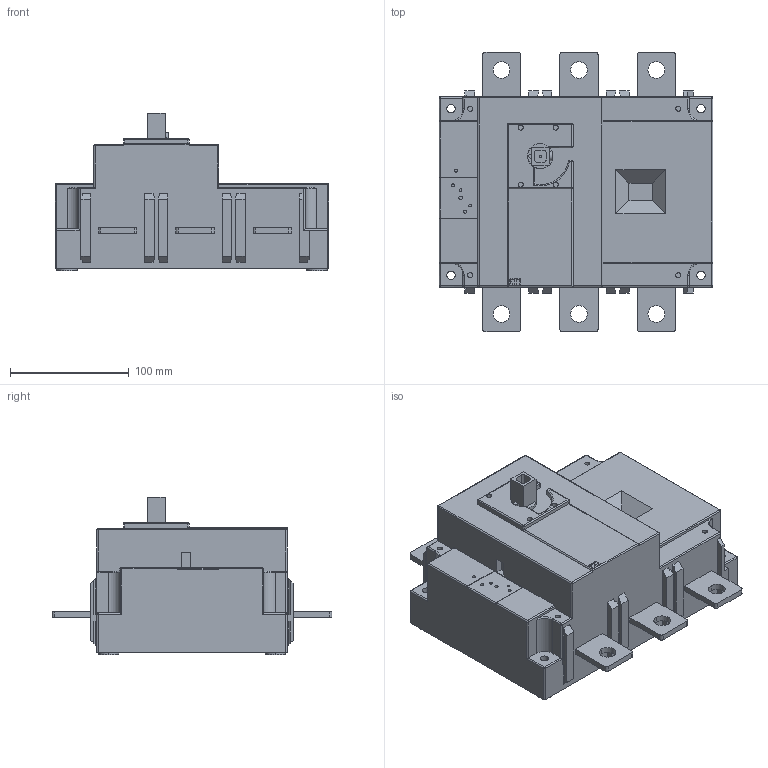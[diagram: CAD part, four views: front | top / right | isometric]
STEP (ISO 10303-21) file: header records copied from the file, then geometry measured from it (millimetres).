
FILE_DESCRIPTION((''),'2;1');
FILE_NAME('004661453_LBS_630_3P_ASM','2021-09-22T',('marketing.praksa'),('Audax d.o.o.'),'CREO PARAMETRIC BY PTC INC, 2017480','CREO PARAMETRIC BY PTC INC, 2017480','');
FILE_SCHEMA(('AUTOMOTIVE_DESIGN { 1 0 10303 214 1 1 1 1 }'));
Length unit declared in the file: millimetre
Products named in the file (12): PRT9562_1_1_2; 1CONTACT_1; PRT9567_1_1_2_3_4; PRT9568_1_1_2; ASM0104HJ_ASM_1_ASM; SAL_1; PRT9569_1_1_2_3_4; PRT9570_1_1; PRT9570_1_2; PRT9570_1_3; PRT9570_1_ASM; 004661453_LBS_630_3P_ASM
Assembly tree (12 placements, depth 3):
  004661453_LBS_630_3P_ASM
    PRT9562_1_1_2
    ASM0104HJ_ASM_1_ASM  x2
      1CONTACT_1
      PRT9567_1_1_2_3_4
      PRT9568_1_1_2
    SAL_1
    PRT9569_1_1_2_3_4
    PRT9570_1_ASM
      PRT9570_1_1
      PRT9570_1_2
      PRT9570_1_3
Bounding box: 230 x 235 x 132.1 mm (x, y, z)
Volume: 3142484.7 mm3; surface area: 188990.6 mm2
Topology: 12 solids, 17 shells, 533 faces, 1321 edges, 850 vertices
Faces by surface type: plane 305, cylinder 200, sphere 22, torus 6
Entity records: 20001 total; most frequent: CARTESIAN_POINT 2893, DIRECTION 2620, ORIENTED_EDGE 2474, EDGE_CURVE 1249, PRESENTATION_STYLE_ASSIGNMENT 1199, STYLED_ITEM 1199, CURVE_STYLE 1078, AXIS2_PLACEMENT_3D 882
